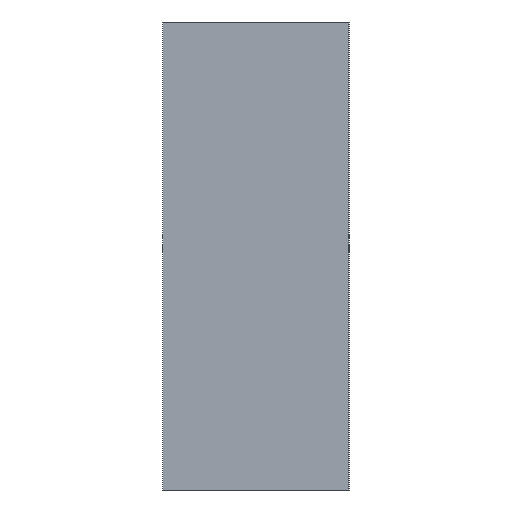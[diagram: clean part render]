
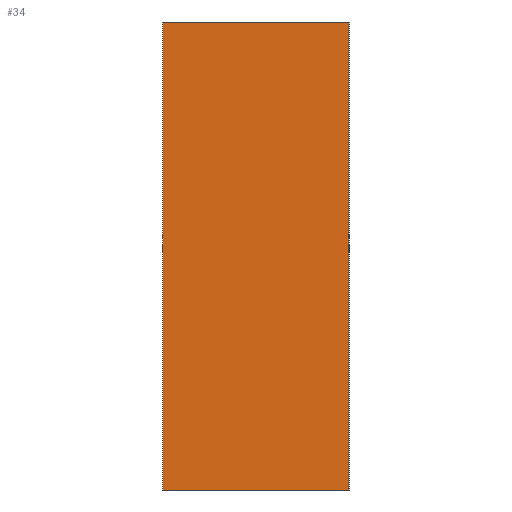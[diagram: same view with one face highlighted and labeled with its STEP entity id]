
A CAD part, left-side view. The second image highlights one B-rep face of the part: STEP entity #34.
In plain terms, the highlighted planar face has unit normal (-1, 0, 0).
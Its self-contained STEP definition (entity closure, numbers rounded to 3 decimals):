
#34 = ADVANCED_FACE( '', ( #71 ), #72, .F. );
#71 = FACE_OUTER_BOUND( '', #120, .T. );
#72 = PLANE( '', #121 );
#120 = EDGE_LOOP( '', ( #163, #164, #165, #166 ) );
#121 = AXIS2_PLACEMENT_3D( '', #167, #168, #169 );
#163 = ORIENTED_EDGE( '', *, *, #243, .T. );
#164 = ORIENTED_EDGE( '', *, *, #244, .F. );
#165 = ORIENTED_EDGE( '', *, *, #245, .F. );
#166 = ORIENTED_EDGE( '', *, *, #246, .T. );
#167 = CARTESIAN_POINT( '', ( -448., 31., 156. ) );
#168 = DIRECTION( '', ( 1., 0., 0. ) );
#169 = DIRECTION( '', ( 0., 0., -1. ) );
#243 = EDGE_CURVE( '', #273, #274, #275, .T. );
#244 = EDGE_CURVE( '', #276, #274, #277, .T. );
#245 = EDGE_CURVE( '', #278, #276, #279, .T. );
#246 = EDGE_CURVE( '', #278, #273, #280, .T. );
#273 = VERTEX_POINT( '', #319 );
#274 = VERTEX_POINT( '', #320 );
#275 = LINE( '', #321, #322 );
#276 = VERTEX_POINT( '', #323 );
#277 = LINE( '', #324, #325 );
#278 = VERTEX_POINT( '', #326 );
#279 = LINE( '', #327, #328 );
#280 = LINE( '', #329, #330 );
#319 = CARTESIAN_POINT( '', ( -448., 31., 0. ) );
#320 = CARTESIAN_POINT( '', ( -448., -31., 0. ) );
#321 = CARTESIAN_POINT( '', ( -448., 31., 0. ) );
#322 = VECTOR( '', #376, 1000. );
#323 = CARTESIAN_POINT( '', ( -448., -31., 156. ) );
#324 = CARTESIAN_POINT( '', ( -448., -31., 156. ) );
#325 = VECTOR( '', #377, 1000. );
#326 = CARTESIAN_POINT( '', ( -448., 31., 156. ) );
#327 = CARTESIAN_POINT( '', ( -448., 31., 156. ) );
#328 = VECTOR( '', #378, 1000. );
#329 = CARTESIAN_POINT( '', ( -448., 31., 156. ) );
#330 = VECTOR( '', #379, 1000. );
#376 = DIRECTION( '', ( 0., -1., 0. ) );
#377 = DIRECTION( '', ( 0., 0., -1. ) );
#378 = DIRECTION( '', ( 0., -1., 0. ) );
#379 = DIRECTION( '', ( 0., 0., -1. ) );
